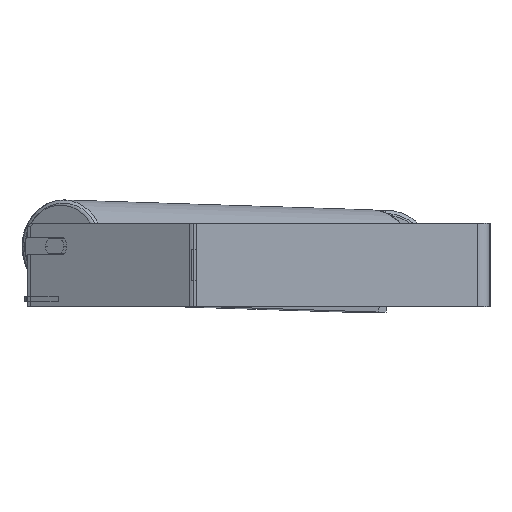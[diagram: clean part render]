
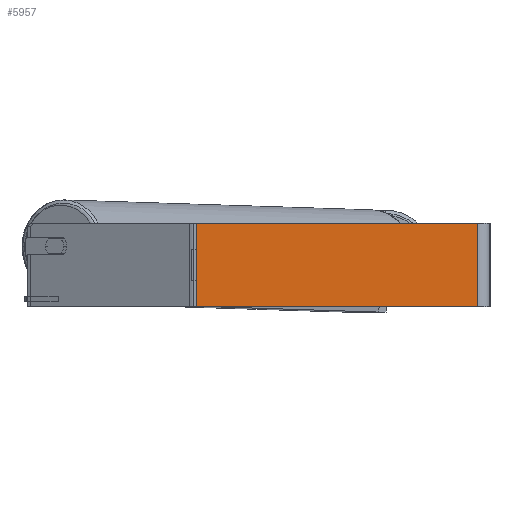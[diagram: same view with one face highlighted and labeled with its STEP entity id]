
A CAD part, left-side view. The second image highlights one B-rep face of the part: STEP entity #5957.
In plain terms, the highlighted planar face has unit normal (-1, 0, 0).
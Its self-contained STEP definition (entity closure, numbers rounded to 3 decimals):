
#615 = EDGE_CURVE ( 'NONE', #8898, #6270, #2818, .T. ) ;
#658 = LINE ( 'NONE', #5010, #8159 ) ;
#730 = CARTESIAN_POINT ( 'NONE',  ( -945., 12., 40. ) ) ;
#769 = CARTESIAN_POINT ( 'NONE',  ( -945., 281.057, 40. ) ) ;
#1031 = VECTOR ( 'NONE', #5860, 1000. ) ;
#1105 = VERTEX_POINT ( 'NONE', #730 ) ;
#2076 = DIRECTION ( 'NONE',  ( 0., -1., 0. ) ) ;
#2498 = ORIENTED_EDGE ( 'NONE', *, *, #615, .T. ) ;
#2818 = LINE ( 'NONE', #6334, #8518 ) ;
#2896 = CARTESIAN_POINT ( 'NONE',  ( -945., 284.272, -40. ) ) ;
#2962 = CARTESIAN_POINT ( 'NONE',  ( -945., 12., 40. ) ) ;
#2998 = CARTESIAN_POINT ( 'NONE',  ( -945., 281.057, -40. ) ) ;
#3236 = CARTESIAN_POINT ( 'NONE',  ( -945., 284.272, 40. ) ) ;
#3331 = DIRECTION ( 'NONE',  ( 0., 0., -1. ) ) ;
#4525 = VERTEX_POINT ( 'NONE', #5891 ) ;
#4644 = PLANE ( 'NONE',  #6634 ) ;
#5010 = CARTESIAN_POINT ( 'NONE',  ( -945., 284.272, 40. ) ) ;
#5116 = VECTOR ( 'NONE', #8036, 1000. ) ;
#5860 = DIRECTION ( 'NONE',  ( 0., 0., -1. ) ) ;
#5891 = CARTESIAN_POINT ( 'NONE',  ( -945., 12., -40. ) ) ;
#5957 = ADVANCED_FACE ( 'NONE', ( #8364 ), #4644, .F. ) ;
#5975 = ORIENTED_EDGE ( 'NONE', *, *, #6638, .F. ) ;
#6270 = VERTEX_POINT ( 'NONE', #2998 ) ;
#6334 = CARTESIAN_POINT ( 'NONE',  ( -945., 281.057, 40. ) ) ;
#6421 = ORIENTED_EDGE ( 'NONE', *, *, #8513, .T. ) ;
#6571 = LINE ( 'NONE', #2962, #1031 ) ;
#6634 = AXIS2_PLACEMENT_3D ( 'NONE', #3236, #9030, #3331 ) ;
#6638 = EDGE_CURVE ( 'NONE', #8898, #1105, #658, .T. ) ;
#6956 = EDGE_CURVE ( 'NONE', #1105, #4525, #6571, .T. ) ;
#8036 = DIRECTION ( 'NONE',  ( 0., -1., 0. ) ) ;
#8159 = VECTOR ( 'NONE', #2076, 1000. ) ;
#8263 = ORIENTED_EDGE ( 'NONE', *, *, #6956, .F. ) ;
#8364 = FACE_OUTER_BOUND ( 'NONE', #9356, .T. ) ;
#8513 = EDGE_CURVE ( 'NONE', #6270, #4525, #8740, .T. ) ;
#8518 = VECTOR ( 'NONE', #9189, 1000. ) ;
#8740 = LINE ( 'NONE', #2896, #5116 ) ;
#8898 = VERTEX_POINT ( 'NONE', #769 ) ;
#9030 = DIRECTION ( 'NONE',  ( 1., 0., 0. ) ) ;
#9189 = DIRECTION ( 'NONE',  ( 0., 0., -1. ) ) ;
#9356 = EDGE_LOOP ( 'NONE', ( #6421, #8263, #5975, #2498 ) ) ;
